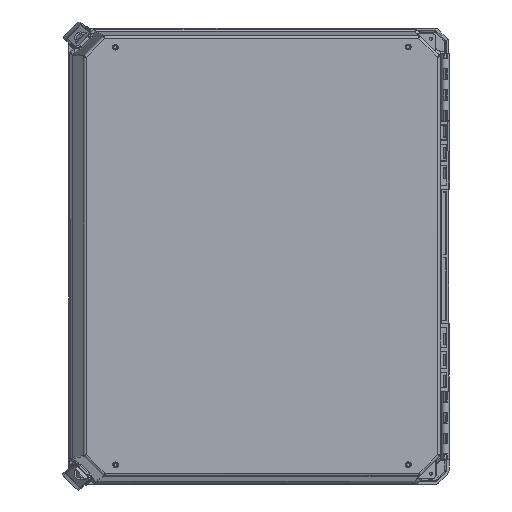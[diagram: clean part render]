
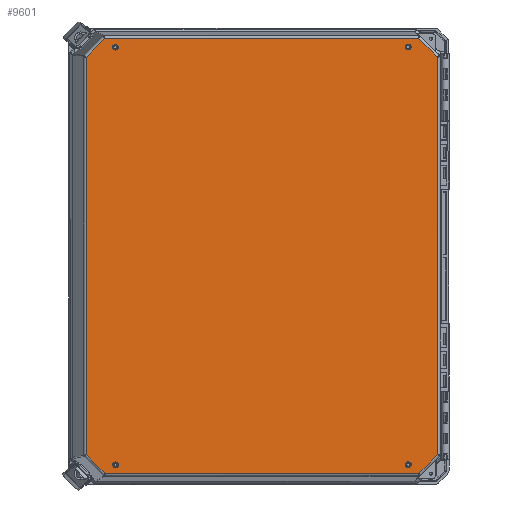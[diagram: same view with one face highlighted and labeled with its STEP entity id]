
A CAD part, top view. The second image highlights one B-rep face of the part: STEP entity #9601.
In plain terms, the highlighted face is planar.
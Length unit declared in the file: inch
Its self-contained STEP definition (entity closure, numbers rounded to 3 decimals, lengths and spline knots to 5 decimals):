
#556 = CARTESIAN_POINT ( 'NONE',  ( -0.56109, -0.08259, -10.33618 ) ) ;
#1322 = ORIENTED_EDGE ( 'NONE', *, *, #75765, .T. ) ;
#1355 = EDGE_CURVE ( 'NONE', #87293, #56972, #29458, .T. ) ;
#2868 = FACE_BOUND ( 'NONE', #4370, .T. ) ;
#3640 = DIRECTION ( 'NONE',  ( 0.017, -0.017, 1. ) ) ;
#3858 = FACE_BOUND ( 'NONE', #62925, .T. ) ;
#4213 = EDGE_CURVE ( 'NONE', #87758, #5511, #43344, .T. ) ;
#4370 = EDGE_LOOP ( 'NONE', ( #18383, #46891 ) ) ;
#5417 = LINE ( 'NONE', #44763, #62564 ) ;
#5477 = AXIS2_PLACEMENT_3D ( 'NONE', #17851, #81614, #35803 ) ;
#5511 = VERTEX_POINT ( 'NONE', #74569 ) ;
#7069 = CARTESIAN_POINT ( 'NONE',  ( -14.92157, 0.32871, -10.0783 ) ) ;
#7787 = CARTESIAN_POINT ( 'NONE',  ( -1.05969, 20.2859, -9.972 ) ) ;
#8045 = VECTOR ( 'NONE', #8333, 39.37008 ) ;
#8333 = DIRECTION ( 'NONE',  ( -0.707, -0.707, 0. ) ) ;
#8525 = CARTESIAN_POINT ( 'NONE',  ( -15.05755, 20.14565, -9.73007 ) ) ;
#9104 = VERTEX_POINT ( 'NONE', #20380 ) ;
#9596 = CARTESIAN_POINT ( 'NONE',  ( -0.92371, 0.33298, -10.3226 ) ) ;
#9601 = ADVANCED_FACE ( 'NONE', ( #11913, #56324, #79463, #3858, #2868 ), #19023, .T. ) ;
#10403 = CARTESIAN_POINT ( 'NONE',  ( 0.33384, 2.08309, -10.31401 ) ) ;
#11424 = DIRECTION ( 'NONE',  ( -1., 0., 0.017 ) ) ;
#11913 = FACE_OUTER_BOUND ( 'NONE', #71244, .T. ) ;
#12605 = DIRECTION ( 'NONE',  ( 0.707, -0.706, -0.025 ) ) ;
#12687 = AXIS2_PLACEMENT_3D ( 'NONE', #24346, #85770, #70649 ) ;
#12754 = AXIS2_PLACEMENT_3D ( 'NONE', #7787, #22448, #13858 ) ;
#13469 = VERTEX_POINT ( 'NONE', #7069 ) ;
#13581 = DIRECTION ( 'NONE',  ( 0., 1., 0.017 ) ) ;
#13858 = DIRECTION ( 'NONE',  ( 0., -1., -0.017 ) ) ;
#14134 = VERTEX_POINT ( 'NONE', #16692 ) ;
#15456 = DIRECTION ( 'NONE',  ( 0., -1., -0.017 ) ) ;
#16692 = CARTESIAN_POINT ( 'NONE',  ( 0.33384, 19.80782, -10.00467 ) ) ;
#17851 = CARTESIAN_POINT ( 'NONE',  ( -15.05755, 0.32867, -10.07593 ) ) ;
#18177 = ORIENTED_EDGE ( 'NONE', *, *, #57167, .T. ) ;
#18383 = ORIENTED_EDGE ( 'NONE', *, *, #4213, .T. ) ;
#19023 = PLANE ( 'NONE',  #93508 ) ;
#19070 = CIRCLE ( 'NONE', #54476, 0.136 ) ;
#20380 = CARTESIAN_POINT ( 'NONE',  ( 0.33384, 0.81186, -10.33619 ) ) ;
#22448 = DIRECTION ( 'NONE',  ( 0.017, -0.017, 1. ) ) ;
#23020 = CARTESIAN_POINT ( 'NONE',  ( -15.05755, 20.28163, -9.7277 ) ) ;
#24346 = CARTESIAN_POINT ( 'NONE',  ( -15.05755, 20.28163, -9.7277 ) ) ;
#24540 = CIRCLE ( 'NONE', #42210, 0.136 ) ;
#25315 = DIRECTION ( 'NONE',  ( 0.017, -0.017, 1. ) ) ;
#25326 = ORIENTED_EDGE ( 'NONE', *, *, #85919, .T. ) ;
#26306 = ORIENTED_EDGE ( 'NONE', *, *, #80503, .T. ) ;
#26819 = VERTEX_POINT ( 'NONE', #58027 ) ;
#27526 = VERTEX_POINT ( 'NONE', #65689 ) ;
#28693 = VECTOR ( 'NONE', #48238, 39.37008 ) ;
#28759 = LINE ( 'NONE', #90180, #43512 ) ;
#29458 = LINE ( 'NONE', #58692, #59029 ) ;
#29902 = DIRECTION ( 'NONE',  ( 0.017, -0.017, 1. ) ) ;
#30431 = CIRCLE ( 'NONE', #12687, 0.136 ) ;
#30552 = CARTESIAN_POINT ( 'NONE',  ( 0.33384, 0.81186, -10.33619 ) ) ;
#31019 = ORIENTED_EDGE ( 'NONE', *, *, #73374, .T. ) ;
#31659 = VERTEX_POINT ( 'NONE', #9596 ) ;
#32527 = CARTESIAN_POINT ( 'NONE',  ( -15.13363, 20.69728, -9.71912 ) ) ;
#33839 = EDGE_CURVE ( 'NONE', #76207, #41723, #37646, .T. ) ;
#35803 = DIRECTION ( 'NONE',  ( 1., 0., -0.017 ) ) ;
#37646 = CIRCLE ( 'NONE', #63151, 0.136 ) ;
#38075 = CARTESIAN_POINT ( 'NONE',  ( -1.05969, 0.33294, -10.32022 ) ) ;
#38694 = CARTESIAN_POINT ( 'NONE',  ( -15.05755, 0.32867, -10.07593 ) ) ;
#40023 = ORIENTED_EDGE ( 'NONE', *, *, #33839, .T. ) ;
#41077 = CIRCLE ( 'NONE', #49111, 0.136 ) ;
#41723 = VERTEX_POINT ( 'NONE', #8525 ) ;
#42210 = AXIS2_PLACEMENT_3D ( 'NONE', #38075, #25315, #79176 ) ;
#42863 = LINE ( 'NONE', #82084, #55112 ) ;
#43344 = CIRCLE ( 'NONE', #12754, 0.136 ) ;
#43512 = VECTOR ( 'NONE', #12605, 39.37008 ) ;
#44763 = CARTESIAN_POINT ( 'NONE',  ( -15.55615, -0.08716, -10.07448 ) ) ;
#45978 = AXIS2_PLACEMENT_3D ( 'NONE', #38694, #61847, #68894 ) ;
#46891 = ORIENTED_EDGE ( 'NONE', *, *, #63135, .T. ) ;
#47327 = ORIENTED_EDGE ( 'NONE', *, *, #84984, .T. ) ;
#48238 = DIRECTION ( 'NONE',  ( 0., -1., -0.017 ) ) ;
#48805 = VERTEX_POINT ( 'NONE', #86868 ) ;
#49048 = CARTESIAN_POINT ( 'NONE',  ( -1.05969, 20.2859, -9.972 ) ) ;
#49111 = AXIS2_PLACEMENT_3D ( 'NONE', #53580, #29902, #60602 ) ;
#49946 = EDGE_CURVE ( 'NONE', #9104, #87293, #54726, .T. ) ;
#52690 = ORIENTED_EDGE ( 'NONE', *, *, #94637, .T. ) ;
#53319 = CARTESIAN_POINT ( 'NONE',  ( -15.05755, 20.41761, -9.72533 ) ) ;
#53580 = CARTESIAN_POINT ( 'NONE',  ( -1.05969, 0.33294, -10.32022 ) ) ;
#54476 = AXIS2_PLACEMENT_3D ( 'NONE', #49048, #3640, #57578 ) ;
#54726 = LINE ( 'NONE', #30552, #8045 ) ;
#54765 = VECTOR ( 'NONE', #59630, 39.37008 ) ;
#55112 = VECTOR ( 'NONE', #13581, 39.37008 ) ;
#55507 = VECTOR ( 'NONE', #93935, 39.37008 ) ;
#55850 = CARTESIAN_POINT ( 'NONE',  ( -15.13363, 2.07838, -10.04406 ) ) ;
#56324 = FACE_BOUND ( 'NONE', #63688, .T. ) ;
#56972 = VERTEX_POINT ( 'NONE', #89439 ) ;
#57167 = EDGE_CURVE ( 'NONE', #27526, #82053, #85392, .T. ) ;
#57269 = ORIENTED_EDGE ( 'NONE', *, *, #96621, .T. ) ;
#57578 = DIRECTION ( 'NONE',  ( 0., -1., -0.017 ) ) ;
#58027 = CARTESIAN_POINT ( 'NONE',  ( -16.45108, 19.80271, -9.71173 ) ) ;
#58692 = CARTESIAN_POINT ( 'NONE',  ( -15.13363, -0.08703, -10.08185 ) ) ;
#59029 = VECTOR ( 'NONE', #98927, 39.37008 ) ;
#59630 = DIRECTION ( 'NONE',  ( 0.707, 0.707, 0. ) ) ;
#60602 = DIRECTION ( 'NONE',  ( 1., 0., -0.017 ) ) ;
#60629 = ORIENTED_EDGE ( 'NONE', *, *, #79047, .T. ) ;
#61847 = DIRECTION ( 'NONE',  ( 0.017, -0.017, 1. ) ) ;
#62564 = VECTOR ( 'NONE', #74461, 39.37008 ) ;
#62588 = VERTEX_POINT ( 'NONE', #73878 ) ;
#62925 = EDGE_LOOP ( 'NONE', ( #57269, #52690 ) ) ;
#62931 = CARTESIAN_POINT ( 'NONE',  ( -15.19353, 0.32863, -10.07355 ) ) ;
#63135 = EDGE_CURVE ( 'NONE', #5511, #87758, #19070, .T. ) ;
#63151 = AXIS2_PLACEMENT_3D ( 'NONE', #23020, #84446, #15456 ) ;
#63688 = EDGE_LOOP ( 'NONE', ( #31019, #40023 ) ) ;
#65413 = ORIENTED_EDGE ( 'NONE', *, *, #70823, .T. ) ;
#65689 = CARTESIAN_POINT ( 'NONE',  ( -15.55615, 20.69716, -9.71174 ) ) ;
#66095 = CARTESIAN_POINT ( 'NONE',  ( -1.05969, 20.14992, -9.97437 ) ) ;
#68894 = DIRECTION ( 'NONE',  ( 1., 0., -0.017 ) ) ;
#70649 = DIRECTION ( 'NONE',  ( 0., -1., -0.017 ) ) ;
#70823 = EDGE_CURVE ( 'NONE', #56972, #62588, #5417, .T. ) ;
#71244 = EDGE_LOOP ( 'NONE', ( #60629, #25326, #18177, #1322, #95241, #85453, #87223, #65413 ) ) ;
#72576 = EDGE_CURVE ( 'NONE', #14134, #9104, #79428, .T. ) ;
#73374 = EDGE_CURVE ( 'NONE', #41723, #76207, #30431, .T. ) ;
#73878 = CARTESIAN_POINT ( 'NONE',  ( -16.45108, 0.80675, -10.04325 ) ) ;
#74461 = DIRECTION ( 'NONE',  ( -0.707, 0.706, 0.025 ) ) ;
#74569 = CARTESIAN_POINT ( 'NONE',  ( -1.05969, 20.42188, -9.96962 ) ) ;
#75226 = CARTESIAN_POINT ( 'NONE',  ( -16.45108, 19.80271, -9.71173 ) ) ;
#75509 = CARTESIAN_POINT ( 'NONE',  ( -0.56109, 20.70172, -9.97344 ) ) ;
#75765 = EDGE_CURVE ( 'NONE', #82053, #14134, #28759, .T. ) ;
#76207 = VERTEX_POINT ( 'NONE', #53319 ) ;
#79047 = EDGE_CURVE ( 'NONE', #62588, #26819, #42863, .T. ) ;
#79176 = DIRECTION ( 'NONE',  ( 1., 0., -0.017 ) ) ;
#79428 = LINE ( 'NONE', #10403, #28693 ) ;
#79463 = FACE_BOUND ( 'NONE', #97351, .T. ) ;
#79801 = VERTEX_POINT ( 'NONE', #62931 ) ;
#80503 = EDGE_CURVE ( 'NONE', #48805, #31659, #24540, .T. ) ;
#81614 = DIRECTION ( 'NONE',  ( 0.017, -0.017, 1. ) ) ;
#82053 = VERTEX_POINT ( 'NONE', #75509 ) ;
#82084 = CARTESIAN_POINT ( 'NONE',  ( -16.45108, 2.07798, -10.02107 ) ) ;
#84446 = DIRECTION ( 'NONE',  ( 0.017, -0.017, 1. ) ) ;
#84984 = EDGE_CURVE ( 'NONE', #31659, #48805, #41077, .T. ) ;
#85392 = LINE ( 'NONE', #32527, #55507 ) ;
#85453 = ORIENTED_EDGE ( 'NONE', *, *, #49946, .T. ) ;
#85770 = DIRECTION ( 'NONE',  ( 0.017, -0.017, 1. ) ) ;
#85919 = EDGE_CURVE ( 'NONE', #26819, #27526, #97863, .T. ) ;
#86524 = DIRECTION ( 'NONE',  ( -0.017, 0.017, -1. ) ) ;
#86868 = CARTESIAN_POINT ( 'NONE',  ( -1.19566, 0.33289, -10.31785 ) ) ;
#87223 = ORIENTED_EDGE ( 'NONE', *, *, #1355, .T. ) ;
#87293 = VERTEX_POINT ( 'NONE', #556 ) ;
#87758 = VERTEX_POINT ( 'NONE', #66095 ) ;
#87778 = CIRCLE ( 'NONE', #45978, 0.136 ) ;
#89439 = CARTESIAN_POINT ( 'NONE',  ( -15.55615, -0.08716, -10.07448 ) ) ;
#90180 = CARTESIAN_POINT ( 'NONE',  ( -0.56109, 20.70172, -9.97344 ) ) ;
#92388 = CIRCLE ( 'NONE', #5477, 0.136 ) ;
#93508 = AXIS2_PLACEMENT_3D ( 'NONE', #55850, #86524, #11424 ) ;
#93935 = DIRECTION ( 'NONE',  ( 1., 0., -0.017 ) ) ;
#94637 = EDGE_CURVE ( 'NONE', #79801, #13469, #92388, .T. ) ;
#95241 = ORIENTED_EDGE ( 'NONE', *, *, #72576, .T. ) ;
#96621 = EDGE_CURVE ( 'NONE', #13469, #79801, #87778, .T. ) ;
#97351 = EDGE_LOOP ( 'NONE', ( #47327, #26306 ) ) ;
#97863 = LINE ( 'NONE', #75226, #54765 ) ;
#98927 = DIRECTION ( 'NONE',  ( -1., 0., 0.017 ) ) ;
